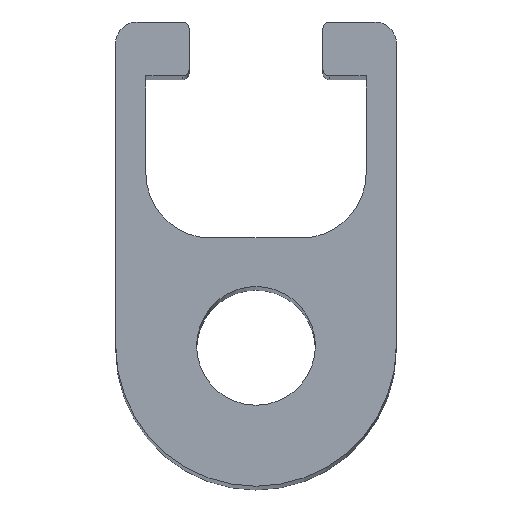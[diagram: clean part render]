
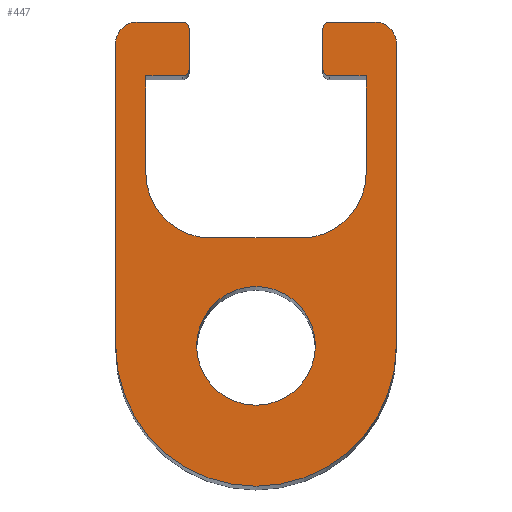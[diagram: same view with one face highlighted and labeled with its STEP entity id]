
A CAD part, top view. The second image highlights one B-rep face of the part: STEP entity #447.
In plain terms, the highlighted planar face has unit normal (0, 0, 1).
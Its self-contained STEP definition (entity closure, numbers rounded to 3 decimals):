
#16=FACE_BOUND('',#77,.T.);
#29=PLANE('',#510);
#52=FACE_OUTER_BOUND('',#76,.T.);
#76=EDGE_LOOP('',(#394,#395,#396,#397,#398,#399,#400,#401,#402,#403,#404,
#405,#406,#407,#408,#409,#410,#411,#412,#413));
#77=EDGE_LOOP('',(#414));
#81=LINE('',#656,#124);
#85=LINE('',#668,#128);
#89=LINE('',#680,#132);
#93=LINE('',#692,#136);
#96=LINE('',#698,#139);
#100=LINE('',#710,#143);
#104=LINE('',#722,#147);
#107=LINE('',#728,#150);
#111=LINE('',#740,#154);
#115=LINE('',#752,#158);
#119=LINE('',#764,#162);
#124=VECTOR('',#524,10.);
#128=VECTOR('',#536,10.);
#132=VECTOR('',#548,10.);
#136=VECTOR('',#560,10.);
#139=VECTOR('',#565,10.);
#143=VECTOR('',#577,10.);
#147=VECTOR('',#589,10.);
#150=VECTOR('',#594,10.);
#154=VECTOR('',#606,10.);
#158=VECTOR('',#618,10.);
#162=VECTOR('',#630,10.);
#165=CIRCLE('',#470,2.75);
#167=CIRCLE('',#474,1.);
#169=CIRCLE('',#478,0.3);
#171=CIRCLE('',#482,0.3);
#173=CIRCLE('',#487,3.);
#175=CIRCLE('',#491,3.);
#177=CIRCLE('',#496,0.3);
#179=CIRCLE('',#500,0.3);
#181=CIRCLE('',#504,1.);
#183=CIRCLE('',#508,6.5);
#185=VERTEX_POINT('',#646);
#188=VERTEX_POINT('',#653);
#189=VERTEX_POINT('',#655);
#191=VERTEX_POINT('',#661);
#193=VERTEX_POINT('',#667);
#195=VERTEX_POINT('',#673);
#197=VERTEX_POINT('',#679);
#199=VERTEX_POINT('',#685);
#201=VERTEX_POINT('',#691);
#203=VERTEX_POINT('',#697);
#205=VERTEX_POINT('',#703);
#207=VERTEX_POINT('',#709);
#209=VERTEX_POINT('',#715);
#211=VERTEX_POINT('',#721);
#213=VERTEX_POINT('',#727);
#215=VERTEX_POINT('',#733);
#217=VERTEX_POINT('',#739);
#219=VERTEX_POINT('',#745);
#221=VERTEX_POINT('',#751);
#223=VERTEX_POINT('',#757);
#225=VERTEX_POINT('',#763);
#228=EDGE_CURVE('',#185,#185,#165,.T.);
#231=EDGE_CURVE('',#189,#188,#81,.T.);
#234=EDGE_CURVE('',#191,#189,#167,.T.);
#237=EDGE_CURVE('',#193,#191,#85,.T.);
#240=EDGE_CURVE('',#195,#193,#169,.T.);
#243=EDGE_CURVE('',#197,#195,#89,.T.);
#246=EDGE_CURVE('',#199,#197,#171,.T.);
#249=EDGE_CURVE('',#201,#199,#93,.T.);
#252=EDGE_CURVE('',#203,#201,#96,.T.);
#255=EDGE_CURVE('',#205,#203,#173,.T.);
#258=EDGE_CURVE('',#207,#205,#100,.T.);
#261=EDGE_CURVE('',#209,#207,#175,.T.);
#264=EDGE_CURVE('',#211,#209,#104,.T.);
#267=EDGE_CURVE('',#213,#211,#107,.T.);
#270=EDGE_CURVE('',#215,#213,#177,.T.);
#273=EDGE_CURVE('',#217,#215,#111,.T.);
#276=EDGE_CURVE('',#219,#217,#179,.T.);
#279=EDGE_CURVE('',#221,#219,#115,.T.);
#282=EDGE_CURVE('',#223,#221,#181,.T.);
#285=EDGE_CURVE('',#225,#223,#119,.T.);
#288=EDGE_CURVE('',#188,#225,#183,.T.);
#394=ORIENTED_EDGE('',*,*,#288,.T.);
#395=ORIENTED_EDGE('',*,*,#285,.T.);
#396=ORIENTED_EDGE('',*,*,#282,.T.);
#397=ORIENTED_EDGE('',*,*,#279,.T.);
#398=ORIENTED_EDGE('',*,*,#276,.T.);
#399=ORIENTED_EDGE('',*,*,#273,.T.);
#400=ORIENTED_EDGE('',*,*,#270,.T.);
#401=ORIENTED_EDGE('',*,*,#267,.T.);
#402=ORIENTED_EDGE('',*,*,#264,.T.);
#403=ORIENTED_EDGE('',*,*,#261,.T.);
#404=ORIENTED_EDGE('',*,*,#258,.T.);
#405=ORIENTED_EDGE('',*,*,#255,.T.);
#406=ORIENTED_EDGE('',*,*,#252,.T.);
#407=ORIENTED_EDGE('',*,*,#249,.T.);
#408=ORIENTED_EDGE('',*,*,#246,.T.);
#409=ORIENTED_EDGE('',*,*,#243,.T.);
#410=ORIENTED_EDGE('',*,*,#240,.T.);
#411=ORIENTED_EDGE('',*,*,#237,.T.);
#412=ORIENTED_EDGE('',*,*,#234,.T.);
#413=ORIENTED_EDGE('',*,*,#231,.T.);
#414=ORIENTED_EDGE('',*,*,#228,.T.);
#447=ADVANCED_FACE('',(#52,#16),#29,.T.);
#470=AXIS2_PLACEMENT_3D('',#648,#518,#519);
#474=AXIS2_PLACEMENT_3D('',#662,#530,#531);
#478=AXIS2_PLACEMENT_3D('',#674,#542,#543);
#482=AXIS2_PLACEMENT_3D('',#686,#554,#555);
#487=AXIS2_PLACEMENT_3D('',#704,#571,#572);
#491=AXIS2_PLACEMENT_3D('',#716,#583,#584);
#496=AXIS2_PLACEMENT_3D('',#734,#600,#601);
#500=AXIS2_PLACEMENT_3D('',#746,#612,#613);
#504=AXIS2_PLACEMENT_3D('',#758,#624,#625);
#508=AXIS2_PLACEMENT_3D('',#768,#636,#637);
#510=AXIS2_PLACEMENT_3D('',#770,#640,#641);
#518=DIRECTION('center_axis',(0.,0.,-1.));
#519=DIRECTION('ref_axis',(-1.,0.,0.));
#524=DIRECTION('',(0.,-1.,0.));
#530=DIRECTION('center_axis',(0.,0.,1.));
#531=DIRECTION('ref_axis',(0.,-1.,0.));
#536=DIRECTION('',(-1.,0.,0.));
#542=DIRECTION('center_axis',(0.,0.,1.));
#543=DIRECTION('ref_axis',(-1.,0.,0.));
#548=DIRECTION('',(0.,1.,0.));
#554=DIRECTION('center_axis',(0.,0.,1.));
#555=DIRECTION('ref_axis',(0.,1.,0.));
#560=DIRECTION('',(1.,0.,0.));
#565=DIRECTION('',(0.,1.,0.));
#571=DIRECTION('center_axis',(0.,0.,-1.));
#572=DIRECTION('ref_axis',(-1.,0.,0.));
#577=DIRECTION('',(-1.,0.,0.));
#583=DIRECTION('center_axis',(0.,0.,-1.));
#584=DIRECTION('ref_axis',(0.,-1.,0.));
#589=DIRECTION('',(0.,-1.,0.));
#594=DIRECTION('',(1.,0.,0.));
#600=DIRECTION('center_axis',(0.,0.,1.));
#601=DIRECTION('ref_axis',(1.,0.,0.));
#606=DIRECTION('',(0.,-1.,0.));
#612=DIRECTION('center_axis',(0.,0.,1.));
#613=DIRECTION('ref_axis',(0.,-1.,0.));
#618=DIRECTION('',(-1.,0.,0.));
#624=DIRECTION('center_axis',(0.,0.,1.));
#625=DIRECTION('ref_axis',(-1.,0.,0.));
#630=DIRECTION('',(0.,1.,0.));
#636=DIRECTION('center_axis',(0.,0.,1.));
#637=DIRECTION('ref_axis',(1.,0.,0.));
#640=DIRECTION('center_axis',(0.,0.,1.));
#641=DIRECTION('ref_axis',(1.,0.,0.));
#646=CARTESIAN_POINT('',(2.75,0.,100.));
#648=CARTESIAN_POINT('Origin',(0.,0.,100.));
#653=CARTESIAN_POINT('',(-6.5,0.,100.));
#655=CARTESIAN_POINT('',(-6.5,14.,100.));
#656=CARTESIAN_POINT('',(-6.5,0.,100.));
#661=CARTESIAN_POINT('',(-5.5,15.,100.));
#662=CARTESIAN_POINT('Origin',(-5.5,14.,100.));
#667=CARTESIAN_POINT('',(-3.4,15.,100.));
#668=CARTESIAN_POINT('',(-5.5,15.,100.));
#673=CARTESIAN_POINT('',(-3.1,14.7,100.));
#674=CARTESIAN_POINT('Origin',(-3.4,14.7,100.));
#679=CARTESIAN_POINT('',(-3.1,12.8,100.));
#680=CARTESIAN_POINT('',(-3.1,14.7,100.));
#685=CARTESIAN_POINT('',(-3.4,12.5,100.));
#686=CARTESIAN_POINT('Origin',(-3.4,12.8,100.));
#691=CARTESIAN_POINT('',(-5.1,12.5,100.));
#692=CARTESIAN_POINT('',(-3.4,12.5,100.));
#697=CARTESIAN_POINT('',(-5.1,8.,100.));
#698=CARTESIAN_POINT('',(-5.1,12.5,100.));
#703=CARTESIAN_POINT('',(-2.1,5.,100.));
#704=CARTESIAN_POINT('Origin',(-2.1,8.,100.));
#709=CARTESIAN_POINT('',(2.1,5.,100.));
#710=CARTESIAN_POINT('',(-2.1,5.,100.));
#715=CARTESIAN_POINT('',(5.1,8.,100.));
#716=CARTESIAN_POINT('Origin',(2.1,8.,100.));
#721=CARTESIAN_POINT('',(5.1,12.5,100.));
#722=CARTESIAN_POINT('',(5.1,8.,100.));
#727=CARTESIAN_POINT('',(3.4,12.5,100.));
#728=CARTESIAN_POINT('',(5.1,12.5,100.));
#733=CARTESIAN_POINT('',(3.1,12.8,100.));
#734=CARTESIAN_POINT('Origin',(3.4,12.8,100.));
#739=CARTESIAN_POINT('',(3.1,14.7,100.));
#740=CARTESIAN_POINT('',(3.1,12.8,100.));
#745=CARTESIAN_POINT('',(3.4,15.,100.));
#746=CARTESIAN_POINT('Origin',(3.4,14.7,100.));
#751=CARTESIAN_POINT('',(5.5,15.,100.));
#752=CARTESIAN_POINT('',(3.4,15.,100.));
#757=CARTESIAN_POINT('',(6.5,14.,100.));
#758=CARTESIAN_POINT('Origin',(5.5,14.,100.));
#763=CARTESIAN_POINT('',(6.5,0.,100.));
#764=CARTESIAN_POINT('',(6.5,14.,100.));
#768=CARTESIAN_POINT('Origin',(0.,0.,
100.));
#770=CARTESIAN_POINT('Origin',(0.,6.357,100.));
